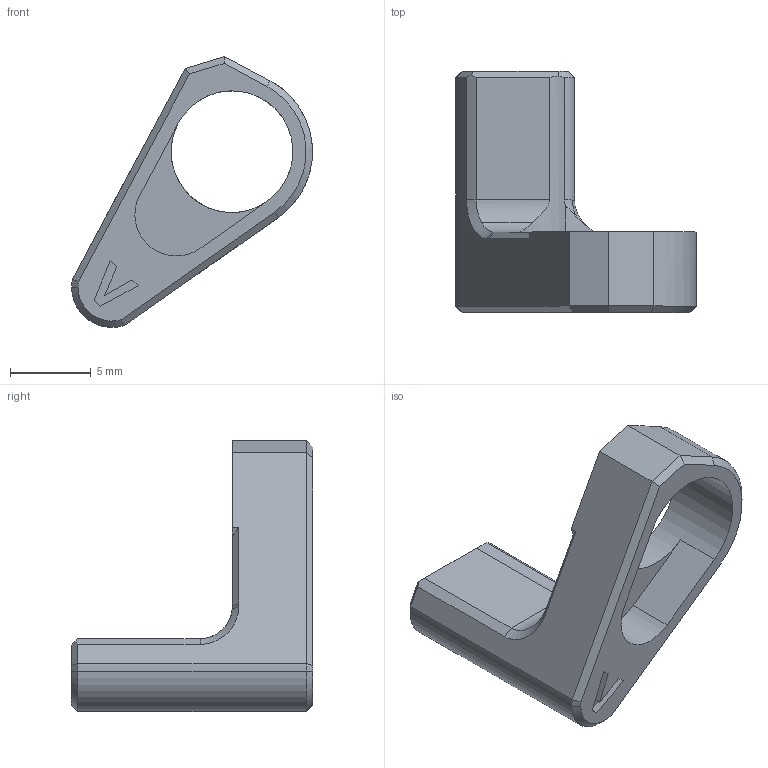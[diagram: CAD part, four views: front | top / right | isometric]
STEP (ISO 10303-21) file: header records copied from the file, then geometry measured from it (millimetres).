
FILE_DESCRIPTION(/* description */ ('Alibre Inc.'),/* implementation_level */ '2;1');
FILE_NAME(/* name */ 'export-A52E9655-D4C9-4EC7-B563-2857014B7720',/* time_stamp */ '2024-03-30T10:41:14-04:00',/* author */ (''),/* organization */ (''),/* preprocessor_version */ 'ST-DEVELOPER v17',/* originating_system */ 'Alibre',/* authorisation */ '');
FILE_SCHEMA (('CONFIG_CONTROL_DESIGN'));
Length unit declared in the file: inch
Bounding box: 14.95 x 15 x 16.83 mm (x, y, z)
Volume: 642.2 mm3; surface area: 743 mm2
Topology: 1 solids, 1 shells, 54 faces, 141 edges, 89 vertices
Faces by surface type: plane 29, cylinder 14, cone 6, torus 3, bspline 2
Full cylindrical faces by diameter (mm): 7.563 x1
Entity records: 3139 total; most frequent: CARTESIAN_POINT 1845, ORIENTED_EDGE 278, DIRECTION 192, EDGE_CURVE 139, VERTEX_POINT 89, VECTOR 80, LINE 80, AXIS2_PLACEMENT_3D 71
